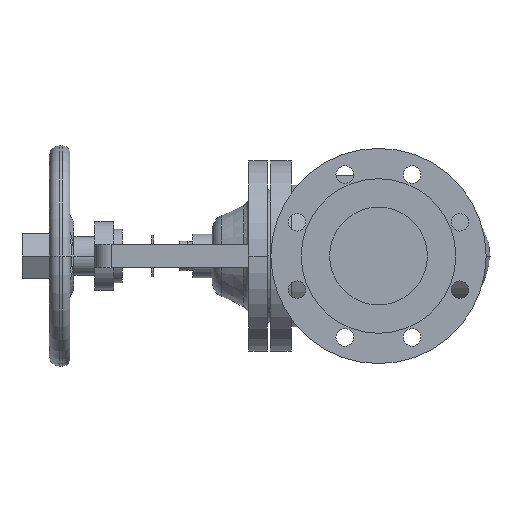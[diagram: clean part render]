
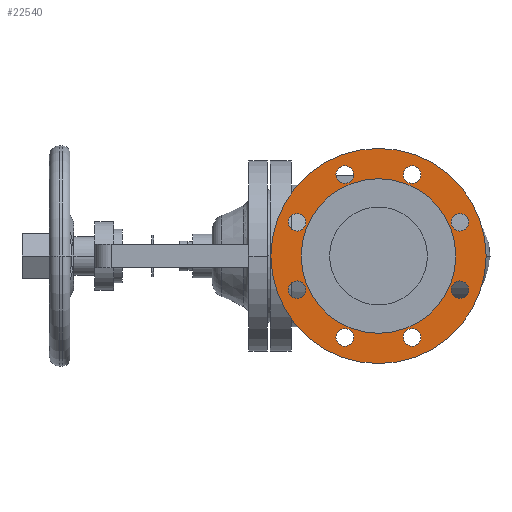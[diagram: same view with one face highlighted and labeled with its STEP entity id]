
A CAD part, left-side view. The second image highlights one B-rep face of the part: STEP entity #22540.
In plain terms, the highlighted planar face has unit normal (-1, 0, 0).
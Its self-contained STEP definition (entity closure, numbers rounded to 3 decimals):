
#10720=CARTESIAN_POINT('',(4.3,0.,110.))
;
#10730=VERTEX_POINT('',#10720);
#10760=CARTESIAN_POINT('',(4.3,0.,0.));
#10770=DIRECTION('',(1.,0.,0.));
#10780=DIRECTION('',(0.,0.,-1.));
#10790=AXIS2_PLACEMENT_3D('',#10760,#10770,#10780);
#10800=CIRCLE('',#10790,110.);
#10810=CARTESIAN_POINT('',(4.3,0.,-110.));
#10820=VERTEX_POINT('',#10810);
#10830=EDGE_CURVE('',#10820,#10730,#10800,.T.);
#11210=CARTESIAN_POINT('',(4.3,34.442,
-92.149));
#11220=VERTEX_POINT('',#11210);
#11250=CARTESIAN_POINT('',(4.3,34.442,
-83.149));
#11260=DIRECTION('',(-1.,0.,0.));
#11270=DIRECTION('',(0.,0.,-1.));
#11280=AXIS2_PLACEMENT_3D('',#11250,#11260,#11270);
#11290=CIRCLE('',#11280,9.);
#11300=CARTESIAN_POINT('',(4.3,34.442,
-74.149));
#11310=VERTEX_POINT('',#11300);
#11320=EDGE_CURVE('',#11310,#11220,#11290,.T.);
#11700=CARTESIAN_POINT('',(4.3,-34.442,
-74.149));
#11710=VERTEX_POINT('',#11700);
#11870=CARTESIAN_POINT('',(4.3,-34.442,
-92.149));
#11880=VERTEX_POINT('',#11870);
#11910=CARTESIAN_POINT('',(4.3,-34.442,
-83.149));
#11920=DIRECTION('',(-1.,0.,0.));
#11930=DIRECTION('',(0.,0.,-1.));
#11940=AXIS2_PLACEMENT_3D('',#11910,#11920,#11930);
#11950=CIRCLE('',#11940,9.);
#11960=EDGE_CURVE('',#11710,#11880,#11950,.T.);
#12190=CARTESIAN_POINT('',(4.3,83.149,
-25.442));
#12200=VERTEX_POINT('',#12190);
#12230=CARTESIAN_POINT('',(4.3,83.149,
-34.442));
#12240=DIRECTION('',(-1.,0.,0.));
#12250=DIRECTION('',(0.,0.,-1.));
#12260=AXIS2_PLACEMENT_3D('',#12230,#12240,#12250);
#12270=CIRCLE('',#12260,9.);
#12280=CARTESIAN_POINT('',(4.3,83.149,
-43.442));
#12290=VERTEX_POINT('',#12280);
#12300=EDGE_CURVE('',#12290,#12200,#12270,.T.);
#12680=CARTESIAN_POINT('',(4.3,-83.149,
-43.442));
#12690=VERTEX_POINT('',#12680);
#12850=CARTESIAN_POINT('',(4.3,-83.149,
-25.442));
#12860=VERTEX_POINT('',#12850);
#12890=CARTESIAN_POINT('',(4.3,-83.149,
-34.442));
#12900=DIRECTION('',(-1.,0.,0.));
#12910=DIRECTION('',(0.,0.,-1.));
#12920=AXIS2_PLACEMENT_3D('',#12890,#12900,#12910);
#12930=CIRCLE('',#12920,9.);
#12940=EDGE_CURVE('',#12690,#12860,#12930,.T.);
#13170=CARTESIAN_POINT('',(4.3,83.149,
25.442));
#13180=VERTEX_POINT('',#13170);
#13210=CARTESIAN_POINT('',(4.3,83.149,
34.442));
#13220=DIRECTION('',(-1.,0.,0.));
#13230=DIRECTION('',(0.,0.,-1.));
#13240=AXIS2_PLACEMENT_3D('',#13210,#13220,#13230);
#13250=CIRCLE('',#13240,9.);
#13260=CARTESIAN_POINT('',(4.3,83.149,
43.442));
#13270=VERTEX_POINT('',#13260);
#13280=EDGE_CURVE('',#13270,#13180,#13250,.T.);
#13660=CARTESIAN_POINT('',(4.3,-83.149,
43.442));
#13670=VERTEX_POINT('',#13660);
#13700=CARTESIAN_POINT('',(4.3,-83.149,
34.442));
#13710=DIRECTION('',(-1.,0.,0.));
#13720=DIRECTION('',(0.,0.,-1.));
#13730=AXIS2_PLACEMENT_3D('',#13700,#13710,#13720);
#13740=CIRCLE('',#13730,9.);
#13750=CARTESIAN_POINT('',(4.3,-83.149,
25.442));
#13760=VERTEX_POINT('',#13750);
#13770=EDGE_CURVE('',#13760,#13670,#13740,.T.);
#14150=CARTESIAN_POINT('',(4.3,34.442,
92.149));
#14160=VERTEX_POINT('',#14150);
#14320=CARTESIAN_POINT('',(4.3,34.442,
74.149));
#14330=VERTEX_POINT('',#14320);
#14360=CARTESIAN_POINT('',(4.3,34.442,
83.149));
#14370=DIRECTION('',(-1.,0.,0.));
#14380=DIRECTION('',(0.,0.,-1.));
#14390=AXIS2_PLACEMENT_3D('',#14360,#14370,#14380);
#14400=CIRCLE('',#14390,9.);
#14410=EDGE_CURVE('',#14160,#14330,#14400,.T.);
#14640=CARTESIAN_POINT('',(4.3,-34.442,
92.149));
#14650=VERTEX_POINT('',#14640);
#14680=CARTESIAN_POINT('',(4.3,-34.442,
83.149));
#14690=DIRECTION('',(-1.,0.,0.));
#14700=DIRECTION('',(0.,0.,-1.));
#14710=AXIS2_PLACEMENT_3D('',#14680,#14690,#14700);
#14720=CIRCLE('',#14710,9.);
#14730=CARTESIAN_POINT('',(4.3,-34.442,
74.149));
#14740=VERTEX_POINT('',#14730);
#14750=EDGE_CURVE('',#14740,#14650,#14720,.T.);
#15130=CARTESIAN_POINT('',(4.3,-79.,0.));
#15140=VERTEX_POINT('',#15130);
#15300=CARTESIAN_POINT('',(4.3,79.,0.));
#15310=VERTEX_POINT('',#15300);
#15340=CARTESIAN_POINT('',(4.3,0.,0.));
#15350=DIRECTION('',(-1.,0.,0.));
#15360=DIRECTION('',(0.,1.,0.));
#15370=AXIS2_PLACEMENT_3D('',#15340,#15350,#15360);
#15380=CIRCLE('',#15370,79.);
#15390=EDGE_CURVE('',#15140,#15310,#15380,.T.);
#21990=CARTESIAN_POINT('',(4.3,94.5,0.))
;
#22000=DIRECTION('',(1.,0.,0.));
#22010=DIRECTION('',(0.,-1.,0.));
#22020=AXIS2_PLACEMENT_3D('',#21990,#22000,#22010);
#22030=PLANE('',#22020);
#22040=EDGE_CURVE('',#15310,#15140,#15380,.T.);
#22050=ORIENTED_EDGE('',*,*,#22040,.F.);
#22060=ORIENTED_EDGE('',*,*,#15390,.F.);
#22070=EDGE_LOOP('',(#22060,#22050));
#22080=FACE_BOUND('',#22070,.T.);
#22090=ORIENTED_EDGE('',*,*,#10830,.F.);
#22100=EDGE_CURVE('',#10730,#10820,#10800,.T.);
#22110=ORIENTED_EDGE('',*,*,#22100,.F.);
#22120=EDGE_LOOP('',(#22110,#22090));
#22130=FACE_OUTER_BOUND('',#22120,.T.);
#22140=ORIENTED_EDGE('',*,*,#11320,.F.);
#22150=EDGE_CURVE('',#11220,#11310,#11290,.T.);
#22160=ORIENTED_EDGE('',*,*,#22150,.F.);
#22170=EDGE_LOOP('',(#22160,#22140));
#22180=FACE_BOUND('',#22170,.T.);
#22190=EDGE_CURVE('',#11880,#11710,#11950,.T.);
#22200=ORIENTED_EDGE('',*,*,#22190,.F.);
#22210=ORIENTED_EDGE('',*,*,#11960,.F.);
#22220=EDGE_LOOP('',(#22210,#22200));
#22230=FACE_BOUND('',#22220,.T.);
#22240=ORIENTED_EDGE('',*,*,#12300,.F.);
#22250=EDGE_CURVE('',#12200,#12290,#12270,.T.);
#22260=ORIENTED_EDGE('',*,*,#22250,.F.);
#22270=EDGE_LOOP('',(#22260,#22240));
#22280=FACE_BOUND('',#22270,.T.);
#22290=EDGE_CURVE('',#12860,#12690,#12930,.T.);
#22300=ORIENTED_EDGE('',*,*,#22290,.F.);
#22310=ORIENTED_EDGE('',*,*,#12940,.F.);
#22320=EDGE_LOOP('',(#22310,#22300));
#22330=FACE_BOUND('',#22320,.T.);
#22340=ORIENTED_EDGE('',*,*,#13280,.F.);
#22350=EDGE_CURVE('',#13180,#13270,#13250,.T.);
#22360=ORIENTED_EDGE('',*,*,#22350,.F.);
#22370=EDGE_LOOP('',(#22360,#22340));
#22380=FACE_BOUND('',#22370,.T.);
#22390=ORIENTED_EDGE('',*,*,#13770,.F.);
#22400=EDGE_CURVE('',#13670,#13760,#13740,.T.);
#22410=ORIENTED_EDGE('',*,*,#22400,.F.);
#22420=EDGE_LOOP('',(#22410,#22390));
#22430=FACE_BOUND('',#22420,.T.);
#22440=EDGE_CURVE('',#14330,#14160,#14400,.T.);
#22450=ORIENTED_EDGE('',*,*,#22440,.F.);
#22460=ORIENTED_EDGE('',*,*,#14410,.F.);
#22470=EDGE_LOOP('',(#22460,#22450));
#22480=FACE_BOUND('',#22470,.T.);
#22490=ORIENTED_EDGE('',*,*,#14750,.F.);
#22500=EDGE_CURVE('',#14650,#14740,#14720,.T.);
#22510=ORIENTED_EDGE('',*,*,#22500,.F.);
#22520=EDGE_LOOP('',(#22510,#22490));
#22530=FACE_BOUND('',#22520,.T.);
#22540=ADVANCED_FACE('',(#22080,#22130,#22180,#22230,#22280,#22330,
#22380,#22430,#22480,#22530),#22030,.F.);
